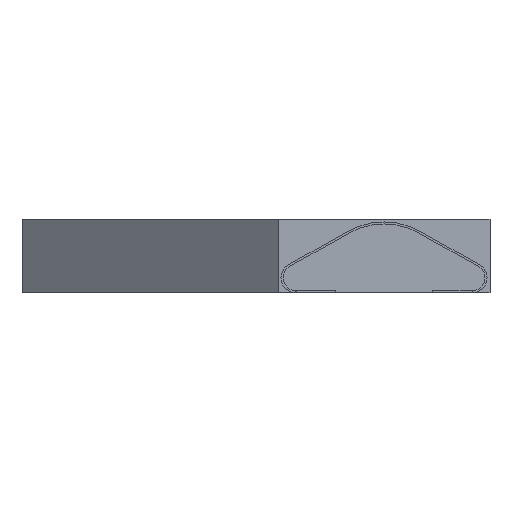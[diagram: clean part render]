
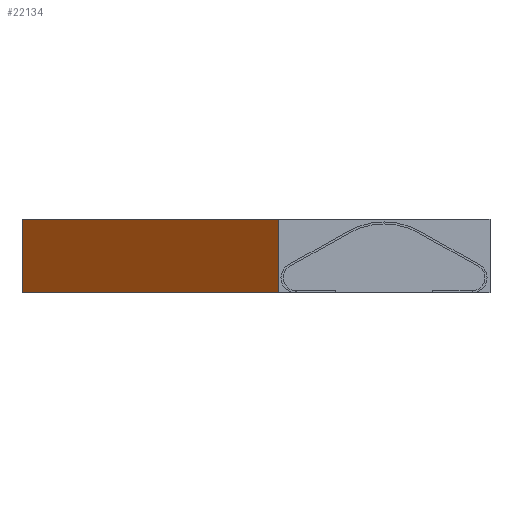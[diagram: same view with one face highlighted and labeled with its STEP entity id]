
A CAD part, left-side view. The second image highlights one B-rep face of the part: STEP entity #22134.
In plain terms, the highlighted face is planar.
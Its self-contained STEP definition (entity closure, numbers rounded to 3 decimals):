
#1583=ORIENTED_EDGE('',*,*,#8535,.T.);
#1584=ORIENTED_EDGE('',*,*,#8536,.F.);
#1585=ORIENTED_EDGE('',*,*,#8537,.F.);
#1586=ORIENTED_EDGE('',*,*,#8532,.T.);
#8532=EDGE_CURVE('',#12009,#12008,#14096,.T.);
#8535=EDGE_CURVE('',#12008,#12011,#14099,.T.);
#8536=EDGE_CURVE('',#12012,#12011,#14100,.T.);
#8537=EDGE_CURVE('',#12009,#12012,#14101,.T.);
#12008=VERTEX_POINT('',#32601);
#12009=VERTEX_POINT('',#32603);
#12011=VERTEX_POINT('',#32609);
#12012=VERTEX_POINT('',#32611);
#14096=LINE('',#32602,#16540);
#14099=LINE('',#32608,#16543);
#14100=LINE('',#32610,#16544);
#14101=LINE('',#32612,#16545);
#16540=VECTOR('',#25644,1000.);
#16543=VECTOR('',#25649,1000.);
#16544=VECTOR('',#25650,1000.);
#16545=VECTOR('',#25651,1000.);
#18984=EDGE_LOOP('',(#1583,#1584,#1585,#1586));
#20206=FACE_BOUND('',#18984,.T.);
#21428=PLANE('',#23384);
#22134=ADVANCED_FACE('',(#20206),#21428,.F.);
#23384=AXIS2_PLACEMENT_3D('',#32607,#25647,#25648);
#25644=DIRECTION('',(0.,1.,0.));
#25647=DIRECTION('',(0.,0.,1.));
#25648=DIRECTION('',(1.,0.,0.));
#25649=DIRECTION('',(1.,0.,0.));
#25650=DIRECTION('',(0.,1.,0.));
#25651=DIRECTION('',(1.,0.,0.));
#32601=CARTESIAN_POINT('',(-1.445,204.65,-4.165));
#32602=CARTESIAN_POINT('',(-1.445,-204.65,-4.165));
#32603=CARTESIAN_POINT('',(-1.445,-204.65,-4.165));
#32607=CARTESIAN_POINT('',(-1.445,-204.65,-4.165));
#32608=CARTESIAN_POINT('',(-1.445,204.65,-4.165));
#32609=CARTESIAN_POINT('',(1.445,204.65,-4.165));
#32610=CARTESIAN_POINT('',(1.445,-204.65,-4.165));
#32611=CARTESIAN_POINT('',(1.445,-204.65,-4.165));
#32612=CARTESIAN_POINT('',(-1.445,-204.65,-4.165));
